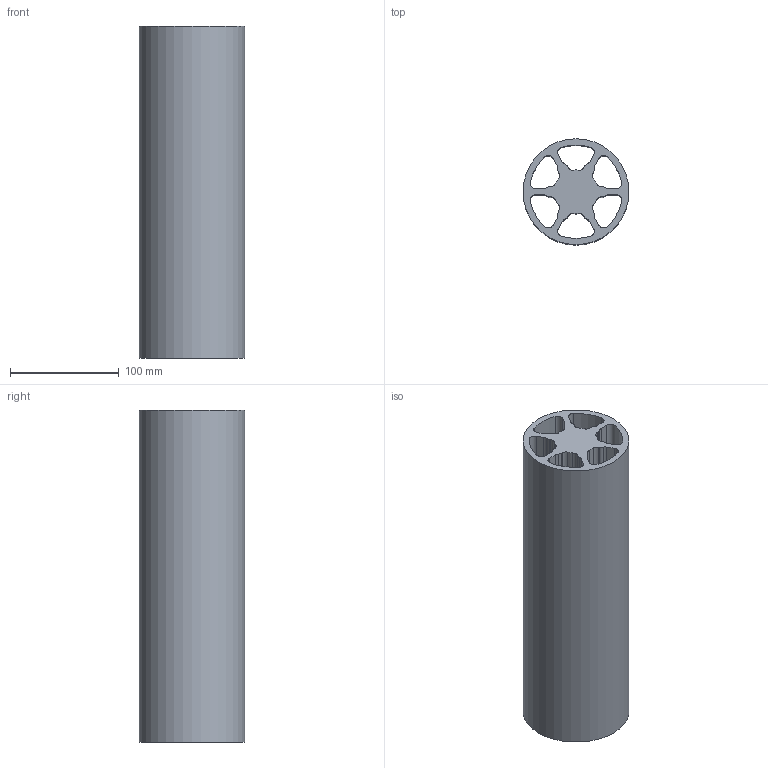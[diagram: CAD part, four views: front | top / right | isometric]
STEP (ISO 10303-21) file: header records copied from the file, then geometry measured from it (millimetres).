
FILE_DESCRIPTION (( 'STEP AP214' ), '1' );
FILE_NAME ('am-3608-1 4IN Performance Wheel Extrusion, 1ft.STEP', '2019-10-29T15:37:12', ( '' ), ( '' ), 'SwSTEP 2.0', 'SolidWorks 2019', '' );
FILE_SCHEMA (( 'AUTOMOTIVE_DESIGN' ));
Length unit declared in the file: inch
Products named in the file (1): am-3608-1 4IN Performance Wheel Extrusion, 1ft
Bounding box: 97.16 x 97.16 x 304.8 mm (x, y, z)
Volume: 1208895.8 mm3; surface area: 266309.4 mm2
Topology: 1 solids, 1 shells, 87 faces, 255 edges, 170 vertices
Faces by surface type: cylinder 61, plane 26
Full cylindrical faces by diameter (mm): 97.155 x1
Entity records: 3010 total; most frequent: DIRECTION 552, CARTESIAN_POINT 512, ORIENTED_EDGE 508, EDGE_CURVE 254, AXIS2_PLACEMENT_3D 210, VERTEX_POINT 170, VECTOR 132, LINE 132
